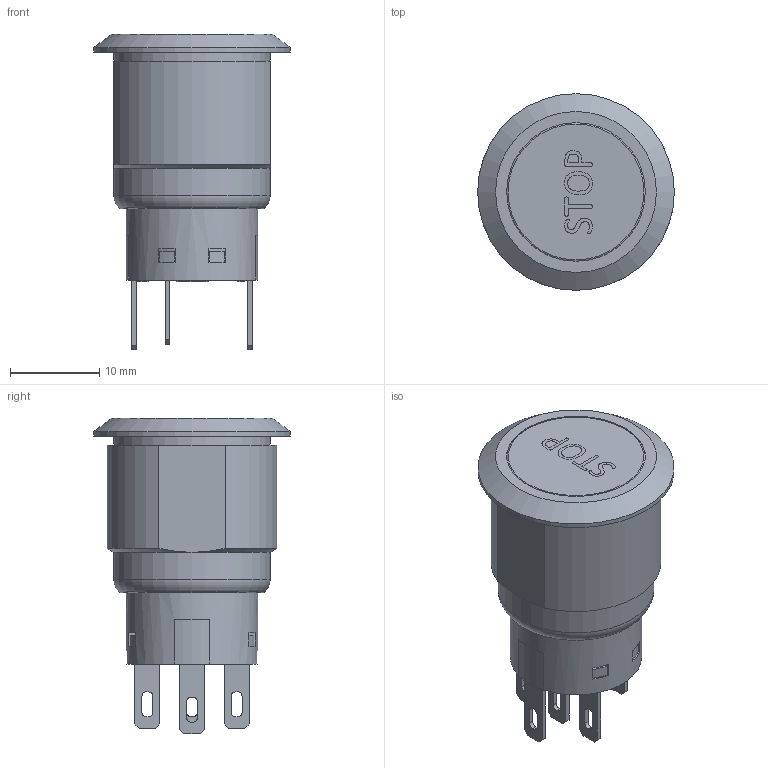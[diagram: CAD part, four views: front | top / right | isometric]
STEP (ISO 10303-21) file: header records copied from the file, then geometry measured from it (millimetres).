
FILE_DESCRIPTION(/* description */ (''),/* implementation_level */ '2;1');
FILE_NAME(/* name */ 'ULV4F2BSLLxxL35.stp',/* time_stamp */ '2021-10-29T14:20:05-05:00',/* author */ ('mroman'),/* organization */ (''),/* preprocessor_version */ 'ST-DEVELOPER v18.1',/* originating_system */ 'Autodesk Inventor 2020',/* authorisation */ '');
FILE_SCHEMA (('AUTOMOTIVE_DESIGN { 1 0 10303 214 3 1 1 }'));
Length unit declared in the file: millimetre
Products named in the file (1): ULV4F2BSLLxxL35
Bounding box: 22 x 22 x 35.3 mm (x, y, z)
Volume: 6183.5 mm3; surface area: 3298.4 mm2
Topology: 1 solids, 1 shells, 258 faces, 758 edges, 516 vertices
Faces by surface type: plane 170, bspline 46, cylinder 36, torus 3, cone 3
Full cylindrical faces by diameter (mm): 13.3 x1, 14.7 x1, 15.5 x1, 17.5 x2, 22 x1
Entity records: 9054 total; most frequent: CARTESIAN_POINT 2318, ORIENTED_EDGE 1516, DIRECTION 1197, EDGE_CURVE 758, VERTEX_POINT 516, LINE 487, VECTOR 487, AXIS2_PLACEMENT_3D 355
